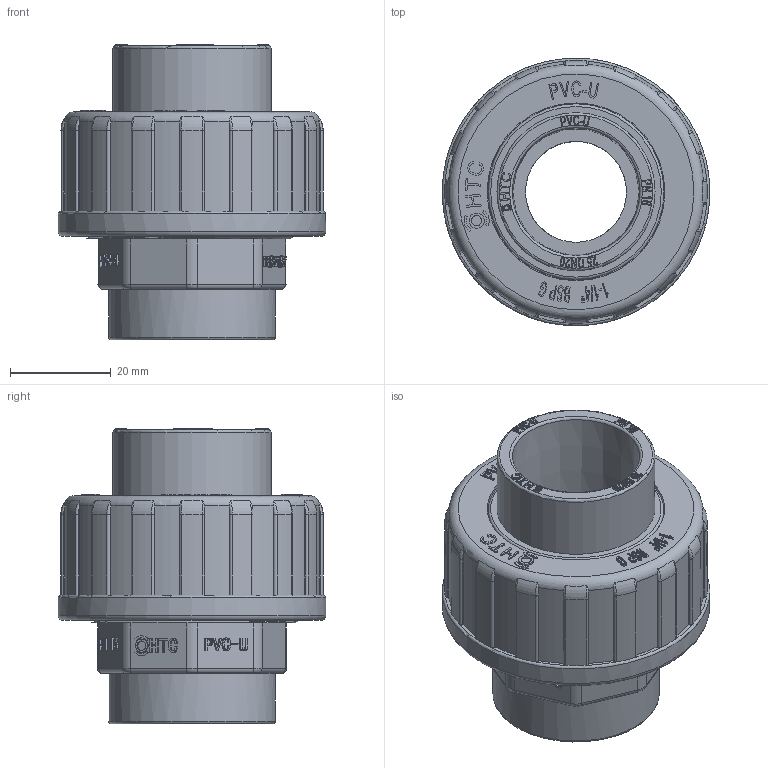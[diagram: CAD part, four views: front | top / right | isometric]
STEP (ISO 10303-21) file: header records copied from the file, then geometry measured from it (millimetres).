
FILE_DESCRIPTION(/* description */ (''),/* implementation_level */ '2;1');
FILE_NAME(/* name */ '25V型活接(内螺).stp',/* time_stamp */ '2024-07-06T15:28:02+08:00',/* author */ (''),/* organization */ (''),/* preprocessor_version */ 'ST-DEVELOPER v16',/* originating_system */ 'SIEMENS PLM Software NX 10.0',/* authorisation */ '');
FILE_SCHEMA (('AUTOMOTIVE_DESIGN { 1 0 10303 214 3 1 1 1 }'));
Length unit declared in the file: millimetre
Products named in the file (1): gelv12204B9B6eu2
Bounding box: 53 x 53 x 58.6 mm (x, y, z)
Volume: 54364.5 mm3; surface area: 29466.6 mm2
Topology: 4 solids, 4 shells, 1922 faces, 5359 edges, 3543 vertices
Faces by surface type: plane 1605, cylinder 137, extrusion 101, bspline 41, torus 37, cone 1
Full cylindrical faces by diameter (mm): 0.78 x1, 1.17 x1, 1.875 x1, 2 x1, 2.625 x1, 3 x1, 20 x2, 24 x2, 26.441 x7, 29 x1, 31.3 x1, 32 x2, 33 x1, 34.8 x1, 35.2 x1, 38.5 x1, 38.952 x6, 41.91 x7, 53 x1
Entity records: 68776 total; most frequent: CARTESIAN_POINT 21312, ORIENTED_EDGE 10492, DIRECTION 8514, EDGE_CURVE 5246, VECTOR 4396, LINE 4295, VERTEX_POINT 3486, AXIS2_PLACEMENT_3D 2059
